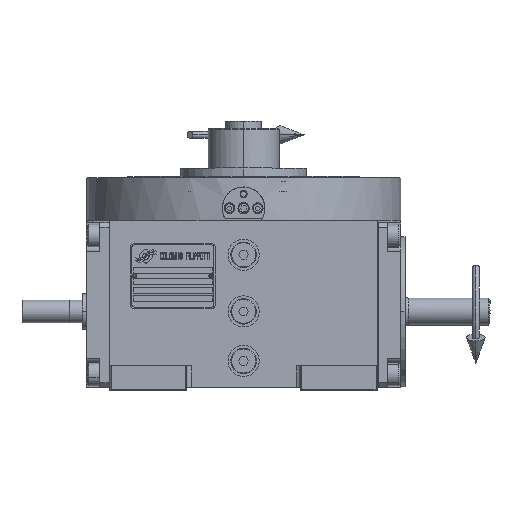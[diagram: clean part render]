
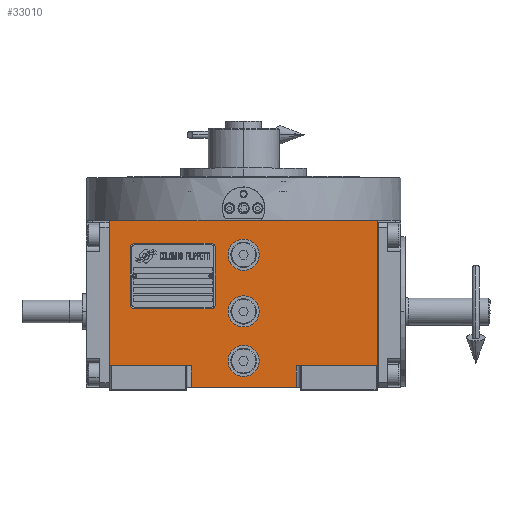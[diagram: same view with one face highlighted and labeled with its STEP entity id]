
A CAD part, top view. The second image highlights one B-rep face of the part: STEP entity #33010.
In plain terms, the highlighted planar face has unit normal (0, 0, 1).
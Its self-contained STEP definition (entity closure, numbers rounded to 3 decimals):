
#687 = CARTESIAN_POINT ( 'NONE',  ( -11., -35., 163.5 ) ) ;
#924 = DIRECTION ( 'NONE',  ( 1., 0., 0. ) ) ;
#1332 = CARTESIAN_POINT ( 'NONE',  ( -94.5, -53.5, 163.5 ) ) ;
#1872 = ORIENTED_EDGE ( 'NONE', *, *, #7140, .T. ) ;
#2413 = EDGE_CURVE ( 'NONE', #27797, #52771, #24660, .T. ) ;
#4304 = EDGE_CURVE ( 'NONE', #52771, #27797, #43318, .T. ) ;
#5310 = FACE_BOUND ( 'NONE', #24180, .T. ) ;
#6108 = CARTESIAN_POINT ( 'NONE',  ( -11., 40., 163.5 ) ) ;
#7140 = EDGE_CURVE ( 'NONE', #29210, #25025, #50013, .T. ) ;
#9000 = CARTESIAN_POINT ( 'NONE',  ( 94.5, -38.5, 163.5 ) ) ;
#9218 = DIRECTION ( 'NONE',  ( 0., 0., 1. ) ) ;
#10930 = CARTESIAN_POINT ( 'NONE',  ( -94.5, 64.5, 163.5 ) ) ;
#11757 = DIRECTION ( 'NONE',  ( 1., 0., 0. ) ) ;
#11782 = CARTESIAN_POINT ( 'NONE',  ( 0., -35., 163.5 ) ) ;
#12424 = DIRECTION ( 'NONE',  ( 1., 0., 0. ) ) ;
#12435 = AXIS2_PLACEMENT_3D ( 'NONE', #31061, #9218, #48222 ) ;
#12671 = DIRECTION ( 'NONE',  ( 0., 1., 0. ) ) ;
#14507 = CIRCLE ( 'NONE', #64778, 11. ) ;
#14897 = AXIS2_PLACEMENT_3D ( 'NONE', #50073, #45419, #11757 ) ;
#15785 = LINE ( 'NONE', #16478, #58253 ) ;
#15797 = VERTEX_POINT ( 'NONE', #70638 ) ;
#16009 = FACE_BOUND ( 'NONE', #52392, .T. ) ;
#16082 = ORIENTED_EDGE ( 'NONE', *, *, #66357, .T. ) ;
#16478 = CARTESIAN_POINT ( 'NONE',  ( -94.5, -38.5, 163.5 ) ) ;
#16725 = FACE_BOUND ( 'NONE', #32949, .T. ) ;
#17936 = ORIENTED_EDGE ( 'NONE', *, *, #33979, .F. ) ;
#19115 = LINE ( 'NONE', #46314, #46481 ) ;
#19330 = VECTOR ( 'NONE', #51338, 1000. ) ;
#19763 = CARTESIAN_POINT ( 'NONE',  ( 37., -38.5, 163.5 ) ) ;
#19879 = CARTESIAN_POINT ( 'NONE',  ( 94.5, 64.5, 163.5 ) ) ;
#20004 = DIRECTION ( 'NONE',  ( 0., 0., 1. ) ) ;
#20233 = ORIENTED_EDGE ( 'NONE', *, *, #2413, .F. ) ;
#23552 = VERTEX_POINT ( 'NONE', #19879 ) ;
#23648 = DIRECTION ( 'NONE',  ( 1., 0., 0. ) ) ;
#24180 = EDGE_LOOP ( 'NONE', ( #26785, #24792 ) ) ;
#24548 = EDGE_CURVE ( 'NONE', #36415, #63006, #24704, .T. ) ;
#24660 = CIRCLE ( 'NONE', #69209, 11. ) ;
#24704 = LINE ( 'NONE', #40446, #45188 ) ;
#24792 = ORIENTED_EDGE ( 'NONE', *, *, #57910, .F. ) ;
#25025 = VERTEX_POINT ( 'NONE', #45996 ) ;
#25040 = CIRCLE ( 'NONE', #50166, 11. ) ;
#25868 = AXIS2_PLACEMENT_3D ( 'NONE', #52933, #20004, #36818 ) ;
#26437 = ORIENTED_EDGE ( 'NONE', *, *, #70573, .F. ) ;
#26785 = ORIENTED_EDGE ( 'NONE', *, *, #39756, .F. ) ;
#26803 = VECTOR ( 'NONE', #36786, 1000. ) ;
#27225 = DIRECTION ( 'NONE',  ( 0., 0., 1. ) ) ;
#27797 = VERTEX_POINT ( 'NONE', #51840 ) ;
#29210 = VERTEX_POINT ( 'NONE', #36371 ) ;
#30406 = DIRECTION ( 'NONE',  ( 1., 0., 0. ) ) ;
#30716 = EDGE_CURVE ( 'NONE', #36415, #25025, #42894, .T. ) ;
#30799 = ORIENTED_EDGE ( 'NONE', *, *, #70270, .F. ) ;
#30969 = EDGE_CURVE ( 'NONE', #70138, #34708, #47737, .T. ) ;
#31061 = CARTESIAN_POINT ( 'NONE',  ( 0., 0., 163.5 ) ) ;
#31272 = CARTESIAN_POINT ( 'NONE',  ( -94.5, -38.5, 163.5 ) ) ;
#32949 = EDGE_LOOP ( 'NONE', ( #17936, #26437 ) ) ;
#32950 = DIRECTION ( 'NONE',  ( 0., 1., 0. ) ) ;
#33010 = ADVANCED_FACE ( 'NONE', ( #16009, #16725, #5310, #38556 ), #60038, .T. ) ;
#33566 = DIRECTION ( 'NONE',  ( 0., 0., 1. ) ) ;
#33838 = LINE ( 'NONE', #10930, #45962 ) ;
#33907 = DIRECTION ( 'NONE',  ( 1., 0., 0. ) ) ;
#33979 = EDGE_CURVE ( 'NONE', #69504, #41541, #14507, .T. ) ;
#34708 = VERTEX_POINT ( 'NONE', #42451 ) ;
#36371 = CARTESIAN_POINT ( 'NONE',  ( -37., -53.5, 163.5 ) ) ;
#36415 = VERTEX_POINT ( 'NONE', #19763 ) ;
#36651 = DIRECTION ( 'NONE',  ( 1., 0., 0. ) ) ;
#36786 = DIRECTION ( 'NONE',  ( 0., 1., 0. ) ) ;
#36818 = DIRECTION ( 'NONE',  ( -1., 0., 0. ) ) ;
#37519 = CARTESIAN_POINT ( 'NONE',  ( 37., -38.5, 163.5 ) ) ;
#37829 = CARTESIAN_POINT ( 'NONE',  ( 94.5, -38.5, 163.5 ) ) ;
#37852 = DIRECTION ( 'NONE',  ( 1., 0., 0. ) ) ;
#38556 = FACE_OUTER_BOUND ( 'NONE', #62480, .T. ) ;
#39472 = ORIENTED_EDGE ( 'NONE', *, *, #30969, .T. ) ;
#39625 = CARTESIAN_POINT ( 'NONE',  ( 11., -35., 163.5 ) ) ;
#39756 = EDGE_CURVE ( 'NONE', #54690, #58106, #58345, .T. ) ;
#40446 = CARTESIAN_POINT ( 'NONE',  ( 37., -38.5, 163.5 ) ) ;
#41541 = VERTEX_POINT ( 'NONE', #687 ) ;
#42451 = CARTESIAN_POINT ( 'NONE',  ( -37., -38.5, 163.5 ) ) ;
#42894 = LINE ( 'NONE', #37519, #19330 ) ;
#43318 = CIRCLE ( 'NONE', #12435, 11. ) ;
#43687 = DIRECTION ( 'NONE',  ( -1., 0., 0. ) ) ;
#44645 = CARTESIAN_POINT ( 'NONE',  ( -37., -53.5, 163.5 ) ) ;
#44922 = VECTOR ( 'NONE', #33907, 1000. ) ;
#45188 = VECTOR ( 'NONE', #23648, 1000. ) ;
#45402 = ORIENTED_EDGE ( 'NONE', *, *, #63652, .F. ) ;
#45419 = DIRECTION ( 'NONE',  ( 0., 0., 1. ) ) ;
#45962 = VECTOR ( 'NONE', #924, 1000. ) ;
#45996 = CARTESIAN_POINT ( 'NONE',  ( 37., -53.5, 163.5 ) ) ;
#46314 = CARTESIAN_POINT ( 'NONE',  ( -37., -53.5, 163.5 ) ) ;
#46481 = VECTOR ( 'NONE', #12671, 1000. ) ;
#47737 = LINE ( 'NONE', #31272, #66219 ) ;
#48222 = DIRECTION ( 'NONE',  ( -1., 0., 0. ) ) ;
#48349 = CARTESIAN_POINT ( 'NONE',  ( 0., 40., 163.5 ) ) ;
#49876 = CIRCLE ( 'NONE', #25868, 11. ) ;
#50013 = LINE ( 'NONE', #44645, #44922 ) ;
#50038 = CARTESIAN_POINT ( 'NONE',  ( 0., 0., 163.5 ) ) ;
#50073 = CARTESIAN_POINT ( 'NONE',  ( 0., 40., 163.5 ) ) ;
#50166 = AXIS2_PLACEMENT_3D ( 'NONE', #48349, #27225, #43687 ) ;
#51338 = DIRECTION ( 'NONE',  ( 0., -1., 0. ) ) ;
#51840 = CARTESIAN_POINT ( 'NONE',  ( 11., 0., 163.5 ) ) ;
#52392 = EDGE_LOOP ( 'NONE', ( #20233, #61582 ) ) ;
#52771 = VERTEX_POINT ( 'NONE', #66201 ) ;
#52933 = CARTESIAN_POINT ( 'NONE',  ( 0., -35., 163.5 ) ) ;
#54690 = VERTEX_POINT ( 'NONE', #65049 ) ;
#55455 = DIRECTION ( 'NONE',  ( 0., 0., 1. ) ) ;
#57910 = EDGE_CURVE ( 'NONE', #58106, #54690, #25040, .T. ) ;
#58106 = VERTEX_POINT ( 'NONE', #6108 ) ;
#58253 = VECTOR ( 'NONE', #32950, 1000. ) ;
#58345 = CIRCLE ( 'NONE', #14897, 11. ) ;
#59268 = EDGE_CURVE ( 'NONE', #70138, #15797, #15785, .T. ) ;
#60038 = PLANE ( 'NONE',  #69283 ) ;
#61582 = ORIENTED_EDGE ( 'NONE', *, *, #4304, .F. ) ;
#62480 = EDGE_LOOP ( 'NONE', ( #1872, #64838, #64118, #16082, #45402, #65022, #39472, #30799 ) ) ;
#63006 = VERTEX_POINT ( 'NONE', #9000 ) ;
#63652 = EDGE_CURVE ( 'NONE', #15797, #23552, #33838, .T. ) ;
#64118 = ORIENTED_EDGE ( 'NONE', *, *, #24548, .T. ) ;
#64678 = LINE ( 'NONE', #37829, #26803 ) ;
#64778 = AXIS2_PLACEMENT_3D ( 'NONE', #11782, #55455, #30406 ) ;
#64838 = ORIENTED_EDGE ( 'NONE', *, *, #30716, .F. ) ;
#65022 = ORIENTED_EDGE ( 'NONE', *, *, #59268, .F. ) ;
#65049 = CARTESIAN_POINT ( 'NONE',  ( 11., 40., 163.5 ) ) ;
#66108 = DIRECTION ( 'NONE',  ( 0., 0., 1. ) ) ;
#66201 = CARTESIAN_POINT ( 'NONE',  ( -11., 0., 163.5 ) ) ;
#66219 = VECTOR ( 'NONE', #36651, 1000. ) ;
#66357 = EDGE_CURVE ( 'NONE', #63006, #23552, #64678, .T. ) ;
#66737 = CARTESIAN_POINT ( 'NONE',  ( -94.5, -38.5, 163.5 ) ) ;
#69209 = AXIS2_PLACEMENT_3D ( 'NONE', #50038, #33566, #12424 ) ;
#69283 = AXIS2_PLACEMENT_3D ( 'NONE', #1332, #66108, #37852 ) ;
#69504 = VERTEX_POINT ( 'NONE', #39625 ) ;
#70138 = VERTEX_POINT ( 'NONE', #66737 ) ;
#70270 = EDGE_CURVE ( 'NONE', #29210, #34708, #19115, .T. ) ;
#70573 = EDGE_CURVE ( 'NONE', #41541, #69504, #49876, .T. ) ;
#70638 = CARTESIAN_POINT ( 'NONE',  ( -94.5, 64.5, 163.5 ) ) ;
